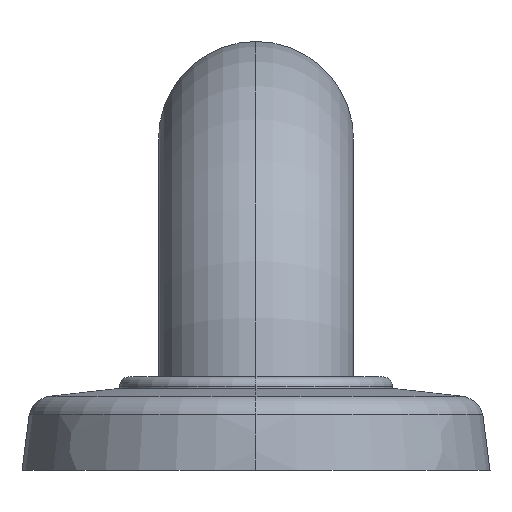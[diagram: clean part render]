
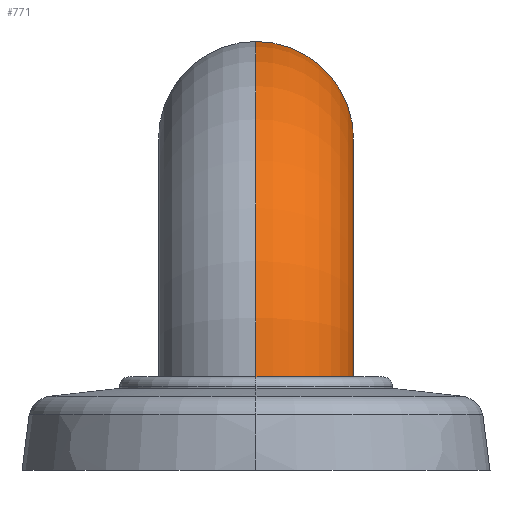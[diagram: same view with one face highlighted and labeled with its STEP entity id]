
A CAD part, left-side view. The second image highlights one B-rep face of the part: STEP entity #771.
In plain terms, the highlighted toroidal (fillet/blend) face has major radius 41.275 mm and minor radius 15.875 mm.
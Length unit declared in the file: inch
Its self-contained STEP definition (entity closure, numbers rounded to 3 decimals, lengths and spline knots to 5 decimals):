
#216=CARTESIAN_POINT('',(-14.375,0.,2.125));
#217=DIRECTION('',(1.,0.,0.));
#218=DIRECTION('',(0.,0.,1.));
#219=AXIS2_PLACEMENT_3D('',#216,#217,#218);
#225=CARTESIAN_POINT('',(-14.375,0.,0.5));
#226=DIRECTION('',(0.,1.,0.));
#227=DIRECTION('',(-0.999,0.,0.044));
#228=AXIS2_PLACEMENT_3D('',#225,#226,#227);
#230=CARTESIAN_POINT('',(-15.36999,0.,0.6));
#266=CARTESIAN_POINT('',(-16.62278,0.,0.6));
#268=CARTESIAN_POINT('',(-16.62278,0.,0.6));
#269=CARTESIAN_POINT('',(-16.62278,-0.01928,0.6));
#270=CARTESIAN_POINT('',(-16.621,-0.05766,0.6));
#271=CARTESIAN_POINT('',(-16.61301,-0.11496,0.6));
#272=CARTESIAN_POINT('',(-16.59979,-0.17116,0.6));
#273=CARTESIAN_POINT('',(-16.58139,-0.22602,0.6));
#274=CARTESIAN_POINT('',(-16.55806,-0.27882,0.6));
#275=CARTESIAN_POINT('',(-16.52988,-0.3294,0.6));
#276=CARTESIAN_POINT('',(-16.49725,-0.37701,0.6));
#277=CARTESIAN_POINT('',(-16.46022,-0.42157,0.6));
#278=CARTESIAN_POINT('',(-16.41939,-0.46238,0.6));
#279=CARTESIAN_POINT('',(-16.37478,-0.4994,0.6));
#280=CARTESIAN_POINT('',(-16.32711,-0.53203,0.6));
#281=CARTESIAN_POINT('',(-16.27645,-0.56023,0.6));
#282=CARTESIAN_POINT('',(-16.22354,-0.58357,0.6));
#283=CARTESIAN_POINT('',(-16.16855,-0.60199,0.6));
#284=CARTESIAN_POINT('',(-16.11219,-0.61522,0.6));
#285=CARTESIAN_POINT('',(-16.05474,-0.62323,0.6));
#286=CARTESIAN_POINT('',(-15.99683,-0.62589,0.6));
#287=CARTESIAN_POINT('',(-15.93891,-0.62321,0.6));
#288=CARTESIAN_POINT('',(-15.88141,-0.61519,0.6));
#289=CARTESIAN_POINT('',(-15.82498,-0.60192,0.6));
#290=CARTESIAN_POINT('',(-15.76989,-0.58346,0.6));
#291=CARTESIAN_POINT('',(-15.71687,-0.56006,0.6));
#292=CARTESIAN_POINT('',(-15.66608,-0.53179,0.6));
#293=CARTESIAN_POINT('',(-15.61829,-0.49908,0.6));
#294=CARTESIAN_POINT('',(-15.57357,-0.46199,0.6));
#295=CARTESIAN_POINT('',(-15.53264,-0.4211,0.6));
#296=CARTESIAN_POINT('',(-15.49554,-0.37648,0.6));
#297=CARTESIAN_POINT('',(-15.46287,-0.32884,0.6));
#298=CARTESIAN_POINT('',(-15.43466,-0.27826,0.6));
#299=CARTESIAN_POINT('',(-15.41134,-0.22551,0.6));
#300=CARTESIAN_POINT('',(-15.39295,-0.17073,0.6));
#301=CARTESIAN_POINT('',(-15.37974,-0.11465,0.6));
#302=CARTESIAN_POINT('',(-15.37176,-0.0575,0.6));
#303=CARTESIAN_POINT('',(-15.36999,-0.01923,0.6));
#304=CARTESIAN_POINT('',(-15.36999,0.,0.6));
#424=CARTESIAN_POINT('',(-14.375,0.,0.5));
#425=DIRECTION('',(0.,1.,0.));
#426=DIRECTION('',(-0.995,0.,0.1));
#427=AXIS2_PLACEMENT_3D('',#424,#425,#426);
#494=CARTESIAN_POINT('',(-14.375,0.,1.5));
#495=CARTESIAN_POINT('',(-14.375,0.,2.75));
#496=VERTEX_POINT('',#494);
#497=VERTEX_POINT('',#495);
#504=VERTEX_POINT('',#230);
#505=VERTEX_POINT('',#266);
#757=CARTESIAN_POINT('',(-14.375,0.,0.5));
#758=DIRECTION('',(0.,1.,0.));
#759=DIRECTION('',(1.,0.,0.));
#760=AXIS2_PLACEMENT_3D('',#757,#758,#759);
#761=TOROIDAL_SURFACE('',#760,1.625,0.625);
#763=ORIENTED_EDGE('',*,*,#762,.F.);
#765=ORIENTED_EDGE('',*,*,#764,.T.);
#766=ORIENTED_EDGE('',*,*,#747,.T.);
#768=ORIENTED_EDGE('',*,*,#767,.F.);
#769=EDGE_LOOP('',(#763,#765,#766,#768));
#770=FACE_OUTER_BOUND('',#769,.F.);
#771=ADVANCED_FACE('',(#770),#761,.T.);
#220=CIRCLE('',#219,0.625);
#229=CIRCLE('',#228,2.25);
#305=B_SPLINE_CURVE_WITH_KNOTS('',3,(#268,#269,#270,#271,#272,#273,#274,#275,
#276,#277,#278,#279,#280,#281,#282,#283,#284,#285,#286,#287,#288,#289,#290,#291,
#292,#293,#294,#295,#296,#297,#298,#299,#300,#301,#302,#303,#304),.UNSPECIFIED.,
.F.,.F.,(4,1,1,1,1,1,1,1,1,1,1,1,1,1,1,1,1,1,1,1,1,1,1,1,1,1,1,1,1,1,1,1,1,1,4),
(0.,0.02941,0.05882,0.08824,0.11765,
0.14706,0.17647,0.20588,0.23529,
0.26471,0.29412,0.32353,0.35294,
0.38235,0.41176,0.44118,0.47059,0.5,
0.52941,0.55882,0.58824,0.61765,
0.64706,0.67647,0.70588,0.73529,
0.76471,0.79412,0.82353,0.85294,
0.88235,0.91176,0.94118,0.97059,1.),
.UNSPECIFIED.);
#428=CIRCLE('',#427,1.);
#747=EDGE_CURVE('',#497,#496,#220,.T.);
#762=EDGE_CURVE('',#505,#504,#305,.T.);
#764=EDGE_CURVE('',#505,#497,#229,.T.);
#767=EDGE_CURVE('',#504,#496,#428,.T.);
